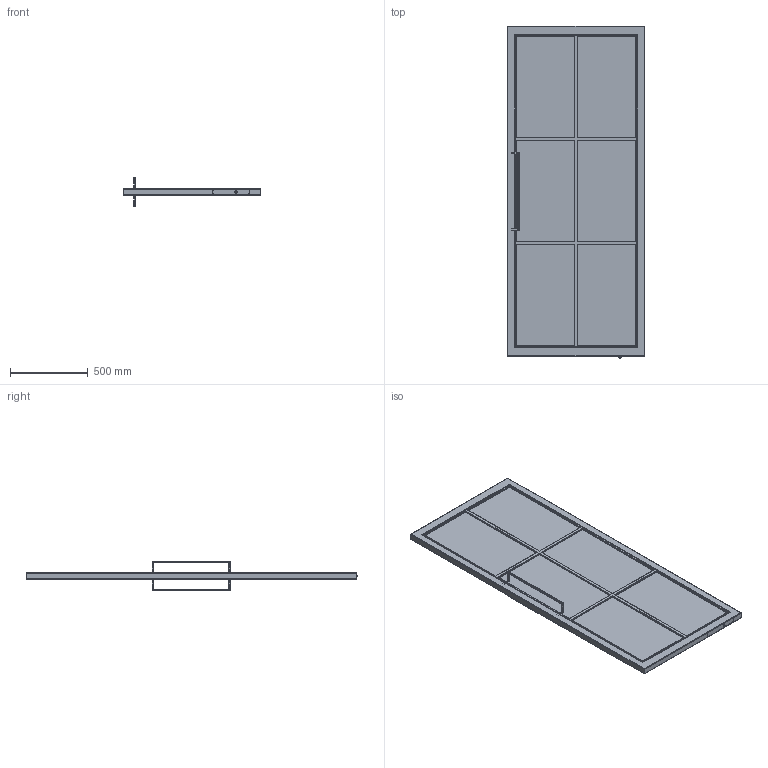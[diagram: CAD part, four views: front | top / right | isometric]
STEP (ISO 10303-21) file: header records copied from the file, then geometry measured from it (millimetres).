
FILE_DESCRIPTION (( 'STEP AP203' ), '1' );
FILE_NAME ('Galio pivot.STEP', '2025-03-07T06:09:13', ( '' ), ( '' ), 'SwSTEP 2.0', 'SolidWorks 2023', '' );
FILE_SCHEMA (( 'CONFIG_CONTROL_DESIGN' ));
Length unit declared in the file: millimetre
Products named in the file (8): Pivot Rama_1.STEP; Ramak spawana_1.STEP; Złożenie PIVOT.STEP; Tafla_1.STEP; Pochwyt 500_1.STEP; G_X2_00f3_X0_ra.STEP; Galio pivot; Ramak przykrecana_1.STEP
Assembly tree (8 placements, depth 3):
  Galio pivot
    Złożenie PIVOT.STEP
      Pivot Rama_1.STEP
      Ramak spawana_1.STEP
      Tafla_1.STEP
      Ramak przykrecana_1.STEP
      Pochwyt 500_1.STEP  x2
      G_X2_00f3_X0_ra.STEP
Bounding box: 885 x 2130 x 188 mm (x, y, z)
Volume: 23353859.6 mm3; surface area: 5342273.1 mm2
Topology: 7 solids, 7 shells, 296 faces, 685 edges, 388 vertices
Faces by surface type: cylinder 165, plane 115, bspline 16
Entity records: 8127 total; most frequent: CARTESIAN_POINT 1761, ORIENTED_EDGE 1190, DIRECTION 1063, EDGE_CURVE 595, LINE 411, VECTOR 411, VERTEX_POINT 344, AXIS2_PLACEMENT_3D 326
